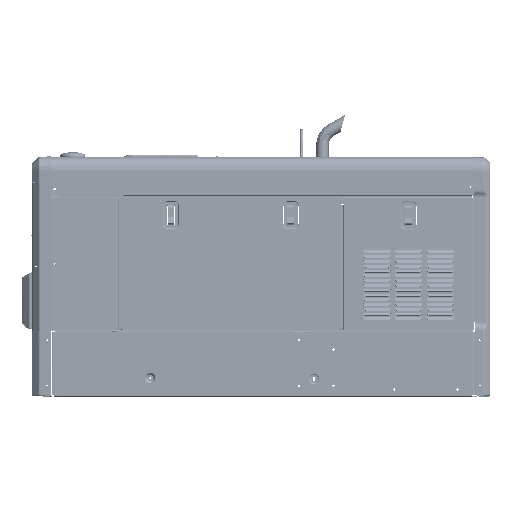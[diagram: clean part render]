
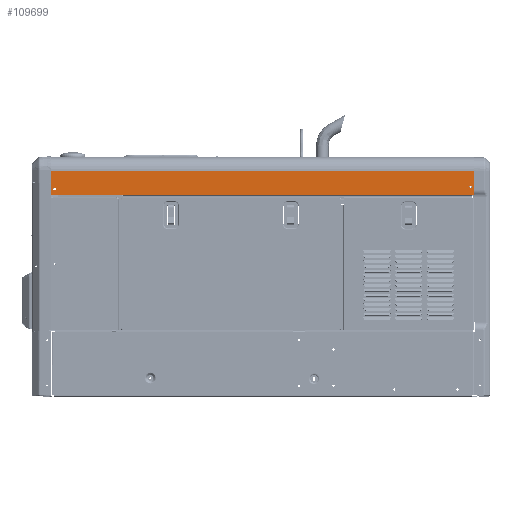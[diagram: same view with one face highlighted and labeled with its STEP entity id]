
A CAD part, top view. The second image highlights one B-rep face of the part: STEP entity #109699.
In plain terms, the highlighted planar face has unit normal (0, 0, 1).
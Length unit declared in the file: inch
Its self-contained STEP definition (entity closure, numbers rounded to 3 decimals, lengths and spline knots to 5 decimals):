
#12759 = ORIENTED_EDGE ( 'NONE', *, *, #117537, .F. ) ;
#17346 = VERTEX_POINT ( 'NONE', #284598 ) ;
#30548 = DIRECTION ( 'NONE',  ( 1., 0., 0. ) ) ;
#33314 = DIRECTION ( 'NONE',  ( 1., 0., 0. ) ) ;
#36072 = CARTESIAN_POINT ( 'NONE',  ( 0.01, 24.9522, 0. ) ) ;
#36998 = CARTESIAN_POINT ( 'NONE',  ( 0.4348, 22.9528, 0. ) ) ;
#38624 = EDGE_LOOP ( 'NONE', ( #289393, #301521 ) ) ;
#38875 = EDGE_LOOP ( 'NONE', ( #281027, #166137 ) ) ;
#44664 = DIRECTION ( 'NONE',  ( 0., 0., 1. ) ) ;
#44785 = CARTESIAN_POINT ( 'NONE',  ( 0.01, 22.25, 0. ) ) ;
#46991 = CARTESIAN_POINT ( 'NONE',  ( 0.01, 22.25, 0. ) ) ;
#47507 = EDGE_CURVE ( 'NONE', #340783, #105464, #243703, .T. ) ;
#50830 = CIRCLE ( 'NONE', #296995, 0.125 ) ;
#51973 = VECTOR ( 'NONE', #205933, 39.37008 ) ;
#52137 = FACE_BOUND ( 'NONE', #38624, .T. ) ;
#53369 = LINE ( 'NONE', #55061, #142926 ) ;
#55061 = CARTESIAN_POINT ( 'NONE',  ( 0.01, 22.3278, 0. ) ) ;
#56688 = CARTESIAN_POINT ( 'NONE',  ( 46.42416, 23.2028, 0. ) ) ;
#59432 = AXIS2_PLACEMENT_3D ( 'NONE', #168111, #303100, #33314 ) ;
#71034 = AXIS2_PLACEMENT_3D ( 'NONE', #256702, #44664, #95553 ) ;
#71112 = EDGE_CURVE ( 'NONE', #294884, #229147, #50830, .T. ) ;
#78134 = CARTESIAN_POINT ( 'NONE',  ( 46.79916, 22.25, 0. ) ) ;
#81062 = EDGE_CURVE ( 'NONE', #200442, #17346, #332444, .T. ) ;
#82506 = ORIENTED_EDGE ( 'NONE', *, *, #237177, .T. ) ;
#84950 = CARTESIAN_POINT ( 'NONE',  ( 0.5753, 22.9528, 0. ) ) ;
#86482 = AXIS2_PLACEMENT_3D ( 'NONE', #56688, #160049, #211038 ) ;
#88089 = CARTESIAN_POINT ( 'NONE',  ( 0.01, 22.37976, 0. ) ) ;
#95553 = DIRECTION ( 'NONE',  ( 1., 0., 0. ) ) ;
#103858 = AXIS2_PLACEMENT_3D ( 'NONE', #36998, #249002, #324316 ) ;
#105464 = VERTEX_POINT ( 'NONE', #84950 ) ;
#109699 = ADVANCED_FACE ( 'NONE', ( #183511, #127394, #52137 ), #158892, .F. ) ;
#117537 = EDGE_CURVE ( 'NONE', #229147, #296663, #125299, .T. ) ;
#125299 = LINE ( 'NONE', #44785, #51973 ) ;
#127394 = FACE_BOUND ( 'NONE', #38875, .T. ) ;
#129388 = CARTESIAN_POINT ( 'NONE',  ( 0.2943, 22.9528, 0. ) ) ;
#142926 = VECTOR ( 'NONE', #30548, 39.37008 ) ;
#152051 = VERTEX_POINT ( 'NONE', #233719 ) ;
#158892 = PLANE ( 'NONE',  #170523 ) ;
#158926 = VERTEX_POINT ( 'NONE', #327002 ) ;
#160049 = DIRECTION ( 'NONE',  ( 0., 0., 1. ) ) ;
#160475 = CIRCLE ( 'NONE', #71034, 0.1405 ) ;
#166137 = ORIENTED_EDGE ( 'NONE', *, *, #81062, .F. ) ;
#168111 = CARTESIAN_POINT ( 'NONE',  ( 0.4348, 22.9528, 0. ) ) ;
#168566 = VECTOR ( 'NONE', #291885, 39.37008 ) ;
#170462 = ORIENTED_EDGE ( 'NONE', *, *, #170650, .F. ) ;
#170523 = AXIS2_PLACEMENT_3D ( 'NONE', #46991, #213271, #320137 ) ;
#170650 = EDGE_CURVE ( 'NONE', #296663, #152051, #283309, .T. ) ;
#172427 = VECTOR ( 'NONE', #232480, 39.37008 ) ;
#175288 = DIRECTION ( 'NONE',  ( 0., -1., 0. ) ) ;
#183511 = FACE_OUTER_BOUND ( 'NONE', #224616, .T. ) ;
#191284 = ORIENTED_EDGE ( 'NONE', *, *, #71112, .F. ) ;
#200442 = VERTEX_POINT ( 'NONE', #277347 ) ;
#200895 = CARTESIAN_POINT ( 'NONE',  ( 0.01, 24.9522, 0. ) ) ;
#205933 = DIRECTION ( 'NONE',  ( 0., 1., 0. ) ) ;
#208474 = EDGE_CURVE ( 'NONE', #105464, #340783, #233087, .T. ) ;
#211038 = DIRECTION ( 'NONE',  ( 1., 0., 0. ) ) ;
#213271 = DIRECTION ( 'NONE',  ( 0., 0., -1. ) ) ;
#219570 = EDGE_CURVE ( 'NONE', #158926, #152051, #314661, .T. ) ;
#224616 = EDGE_LOOP ( 'NONE', ( #12759, #191284, #82506, #279628, #170462 ) ) ;
#229147 = VERTEX_POINT ( 'NONE', #88089 ) ;
#232480 = DIRECTION ( 'NONE',  ( 1., 0., 0. ) ) ;
#233087 = CIRCLE ( 'NONE', #59432, 0.1405 ) ;
#233719 = CARTESIAN_POINT ( 'NONE',  ( 46.79916, 24.9522, 0. ) ) ;
#237177 = EDGE_CURVE ( 'NONE', #294884, #158926, #53369, .T. ) ;
#243703 = CIRCLE ( 'NONE', #103858, 0.1405 ) ;
#249002 = DIRECTION ( 'NONE',  ( 0., 0., 1. ) ) ;
#256702 = CARTESIAN_POINT ( 'NONE',  ( 46.42416, 23.2028, 0. ) ) ;
#277347 = CARTESIAN_POINT ( 'NONE',  ( 46.28366, 23.2028, 0. ) ) ;
#279628 = ORIENTED_EDGE ( 'NONE', *, *, #219570, .T. ) ;
#281027 = ORIENTED_EDGE ( 'NONE', *, *, #333008, .F. ) ;
#282242 = CARTESIAN_POINT ( 'NONE',  ( 0.135, 22.37976, 0. ) ) ;
#283309 = LINE ( 'NONE', #200895, #172427 ) ;
#284598 = CARTESIAN_POINT ( 'NONE',  ( 46.56466, 23.2028, 0. ) ) ;
#289393 = ORIENTED_EDGE ( 'NONE', *, *, #208474, .F. ) ;
#291885 = DIRECTION ( 'NONE',  ( 0., 1., 0. ) ) ;
#294884 = VERTEX_POINT ( 'NONE', #298428 ) ;
#296663 = VERTEX_POINT ( 'NONE', #36072 ) ;
#296995 = AXIS2_PLACEMENT_3D ( 'NONE', #282242, #308548, #175288 ) ;
#298428 = CARTESIAN_POINT ( 'NONE',  ( 0.02131, 22.3278, 0. ) ) ;
#301521 = ORIENTED_EDGE ( 'NONE', *, *, #47507, .F. ) ;
#303100 = DIRECTION ( 'NONE',  ( 0., 0., 1. ) ) ;
#308548 = DIRECTION ( 'NONE',  ( 0., 0., -1. ) ) ;
#314661 = LINE ( 'NONE', #78134, #168566 ) ;
#320137 = DIRECTION ( 'NONE',  ( 0., -1., 0. ) ) ;
#324316 = DIRECTION ( 'NONE',  ( 1., 0., 0. ) ) ;
#327002 = CARTESIAN_POINT ( 'NONE',  ( 46.79916, 22.3278, 0. ) ) ;
#332444 = CIRCLE ( 'NONE', #86482, 0.1405 ) ;
#333008 = EDGE_CURVE ( 'NONE', #17346, #200442, #160475, .T. ) ;
#340783 = VERTEX_POINT ( 'NONE', #129388 ) ;
